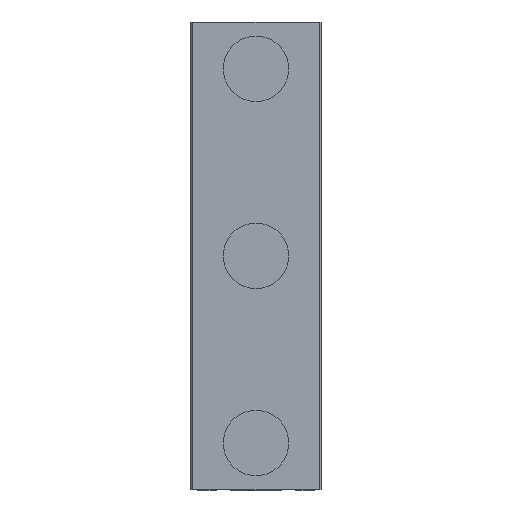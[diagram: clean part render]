
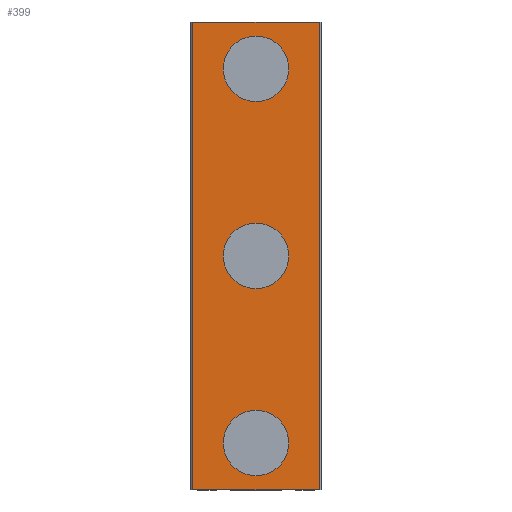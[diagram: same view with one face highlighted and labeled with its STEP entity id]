
A CAD part, top view. The second image highlights one B-rep face of the part: STEP entity #399.
In plain terms, the highlighted planar face has unit normal (0, 0, 1).
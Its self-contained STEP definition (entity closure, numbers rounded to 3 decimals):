
#399=ADVANCED_FACE('',(#824,#825,#826,#827),#828,.T.);
#824=FACE_BOUND('',#1271,.T.);
#825=FACE_BOUND('',#1272,.T.);
#826=FACE_BOUND('',#1273,.T.);
#827=FACE_OUTER_BOUND('',#1274,.T.);
#828=PLANE('',#1275);
#1271=EDGE_LOOP('',(#2467,#2468));
#1272=EDGE_LOOP('',(#2469,#2470));
#1273=EDGE_LOOP('',(#2471,#2472));
#1274=EDGE_LOOP('',(#2473,#2474,#2475,#2476));
#1275=AXIS2_PLACEMENT_3D('',#2477,#2478,#2479);
#2467=ORIENTED_EDGE('',*,*,#2714,.T.);
#2468=ORIENTED_EDGE('',*,*,#3093,.T.);
#2469=ORIENTED_EDGE('',*,*,#2704,.T.);
#2470=ORIENTED_EDGE('',*,*,#3099,.T.);
#2471=ORIENTED_EDGE('',*,*,#2694,.T.);
#2472=ORIENTED_EDGE('',*,*,#3105,.T.);
#2473=ORIENTED_EDGE('',*,*,#3068,.T.);
#2474=ORIENTED_EDGE('',*,*,#3160,.F.);
#2475=ORIENTED_EDGE('',*,*,#2930,.F.);
#2476=ORIENTED_EDGE('',*,*,#3158,.T.);
#2477=CARTESIAN_POINT('',(0.,100.0,28.));
#2478=DIRECTION('',(0.0,0.0,1.0));
#2479=DIRECTION('',(-1.0,0.0,-0.0));
#2694=EDGE_CURVE('',#3224,#3221,#3225,.T.);
#2704=EDGE_CURVE('',#3242,#3239,#3243,.T.);
#2714=EDGE_CURVE('',#3260,#3257,#3261,.T.);
#2930=EDGE_CURVE('',#3590,#3592,#3593,.T.);
#3068=EDGE_CURVE('',#3823,#3821,#3824,.T.);
#3093=EDGE_CURVE('',#3257,#3260,#3871,.T.);
#3099=EDGE_CURVE('',#3239,#3242,#3877,.T.);
#3105=EDGE_CURVE('',#3221,#3224,#3883,.T.);
#3158=EDGE_CURVE('',#3590,#3823,#3936,.T.);
#3160=EDGE_CURVE('',#3592,#3821,#3938,.T.);
#3221=VERTEX_POINT('',#4001);
#3224=VERTEX_POINT('',#4005);
#3225=CIRCLE('',#4006,7.0);
#3239=VERTEX_POINT('',#4023);
#3242=VERTEX_POINT('',#4027);
#3243=CIRCLE('',#4028,7.0);
#3257=VERTEX_POINT('',#4045);
#3260=VERTEX_POINT('',#4049);
#3261=CIRCLE('',#4050,7.0);
#3590=VERTEX_POINT('',#4515);
#3592=VERTEX_POINT('',#4518);
#3593=LINE('',#4519,#4520);
#3821=VERTEX_POINT('',#4842);
#3823=VERTEX_POINT('',#4845);
#3824=LINE('',#4846,#4847);
#3871=CIRCLE('',#4908,7.0);
#3877=CIRCLE('',#4914,7.0);
#3883=CIRCLE('',#4920,7.0);
#3936=LINE('',#4997,#4998);
#3938=LINE('',#5000,#5001);
#4001=CARTESIAN_POINT('',(7.0,10.0,28.));
#4005=CARTESIAN_POINT('',(-7.0,10.0,28.));
#4006=AXIS2_PLACEMENT_3D('',#5085,#5086,#5087);
#4023=CARTESIAN_POINT('',(7.0,50.0,28.));
#4027=CARTESIAN_POINT('',(-7.0,50.0,28.));
#4028=AXIS2_PLACEMENT_3D('',#5101,#5102,#5103);
#4045=CARTESIAN_POINT('',(7.0,90.0,28.));
#4049=CARTESIAN_POINT('',(-7.0,90.0,28.));
#4050=AXIS2_PLACEMENT_3D('',#5117,#5118,#5119);
#4515=CARTESIAN_POINT('',(-13.5,100.0,28.));
#4518=CARTESIAN_POINT('',(13.5,100.0,28.));
#4519=CARTESIAN_POINT('',(-13.5,100.0,28.));
#4520=VECTOR('',#5332,1.0);
#4842=CARTESIAN_POINT('',(13.5,0.0,28.));
#4845=CARTESIAN_POINT('',(-13.5,0.0,28.));
#4846=CARTESIAN_POINT('',(-13.5,0.0,28.));
#4847=VECTOR('',#5482,1.0);
#4908=AXIS2_PLACEMENT_3D('',#5524,#5525,#5526);
#4914=AXIS2_PLACEMENT_3D('',#5533,#5534,#5535);
#4920=AXIS2_PLACEMENT_3D('',#5542,#5543,#5544);
#4997=CARTESIAN_POINT('',(-13.5,100.0,28.));
#4998=VECTOR('',#5575,1.0);
#5000=CARTESIAN_POINT('',(13.5,100.0,28.));
#5001=VECTOR('',#5576,1.0);
#5085=CARTESIAN_POINT('',(0.0,10.0,28.));
#5086=DIRECTION('',(0.0,0.0,-1.0));
#5087=DIRECTION('',(1.0,0.0,0.0));
#5101=CARTESIAN_POINT('',(0.0,50.0,28.));
#5102=DIRECTION('',(0.0,0.0,-1.0));
#5103=DIRECTION('',(1.0,0.0,0.0));
#5117=CARTESIAN_POINT('',(0.0,90.0,28.));
#5118=DIRECTION('',(0.0,0.0,-1.0));
#5119=DIRECTION('',(1.0,0.0,0.0));
#5332=DIRECTION('',(1.0,0.0,0.0));
#5482=DIRECTION('',(1.0,0.0,0.0));
#5524=CARTESIAN_POINT('',(0.0,90.0,28.));
#5525=DIRECTION('',(0.0,0.0,-1.0));
#5526=DIRECTION('',(1.0,0.0,0.0));
#5533=CARTESIAN_POINT('',(0.0,50.0,28.));
#5534=DIRECTION('',(0.0,0.0,-1.0));
#5535=DIRECTION('',(1.0,0.0,0.0));
#5542=CARTESIAN_POINT('',(0.0,10.0,28.));
#5543=DIRECTION('',(0.0,0.0,-1.0));
#5544=DIRECTION('',(1.0,0.0,0.0));
#5575=DIRECTION('',(0.0,-1.0,0.0));
#5576=DIRECTION('',(0.0,-1.0,0.0));
